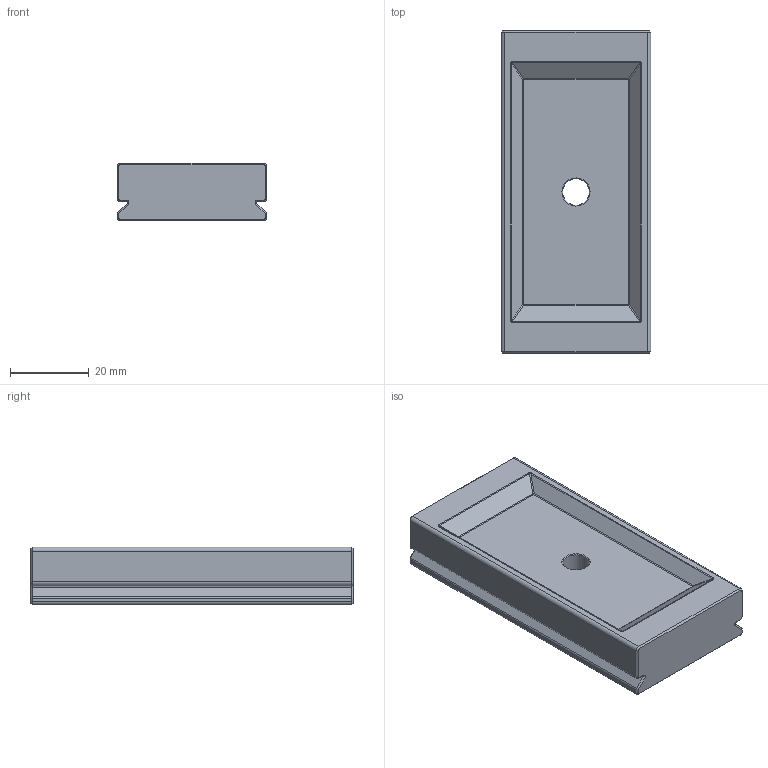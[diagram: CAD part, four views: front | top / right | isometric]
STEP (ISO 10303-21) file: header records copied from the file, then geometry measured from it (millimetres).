
FILE_DESCRIPTION(/* description */ (''),/* implementation_level */ '2;1');
FILE_NAME(/* name */ 'Garmin Xero C1 Arca Adapter.step',/* time_stamp */ '2024-01-13T22:13:56+13:00',/* author */ (''),/* organization */ (''),/* preprocessor_version */ 'ST-DEVELOPER v20',/* originating_system */ 'Autodesk Translation Framework v12.14.0.127',/* authorisation */ '');
FILE_SCHEMA (('AUTOMOTIVE_DESIGN { 1 0 10303 214 3 1 1 }'));
Length unit declared in the file: millimetre
Products named in the file (1): Garmin Xero C1 Arca Adapter
Bounding box: 38.1 x 82 x 14.7 mm (x, y, z)
Volume: 38636.1 mm3; surface area: 10803.7 mm2
Topology: 1 solids, 1 shells, 116 faces, 266 edges, 155 vertices
Faces by surface type: plane 41, cylinder 40, cone 25, bspline 6, sphere 4
Full cylindrical faces by diameter (mm): 5.118 x3, 6.35 x2, 6.75 x1, 9.5 x1
Entity records: 4496 total; most frequent: CARTESIAN_POINT 1888, DIRECTION 537, ORIENTED_EDGE 532, EDGE_CURVE 266, AXIS2_PLACEMENT_3D 196, VERTEX_POINT 155, LINE 145, VECTOR 145
